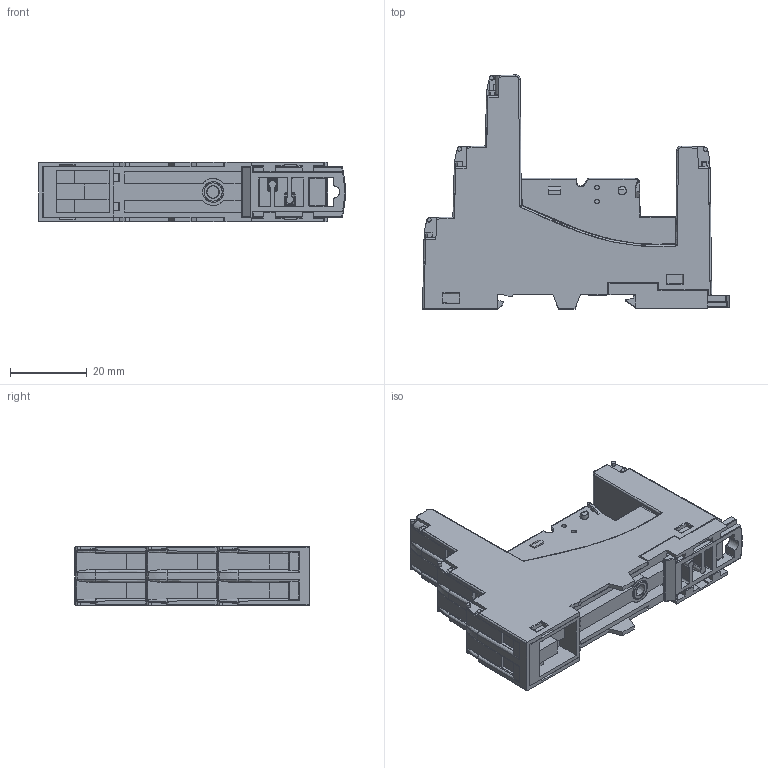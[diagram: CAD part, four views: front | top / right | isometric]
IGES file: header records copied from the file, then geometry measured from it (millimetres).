
Start section: SolidWorks IGES file using analytic representation for surfaces
Global section: file name: GZT80.IGS; native system: SolidWorks 2016; preprocessor: SolidWorks 2016; author: pikusl; date: 160609.085030; units: millimetre
Bounding box: 79.92 x 60.95 x 15.5 mm (x, y, z)
Surface area: 19245.7 mm2 (no closed solid volume)
Topology: 0 solids, 0 shells, 1469 faces, 10925 edges, 10846 vertices
Faces by surface type: bspline 995, revolution 474
